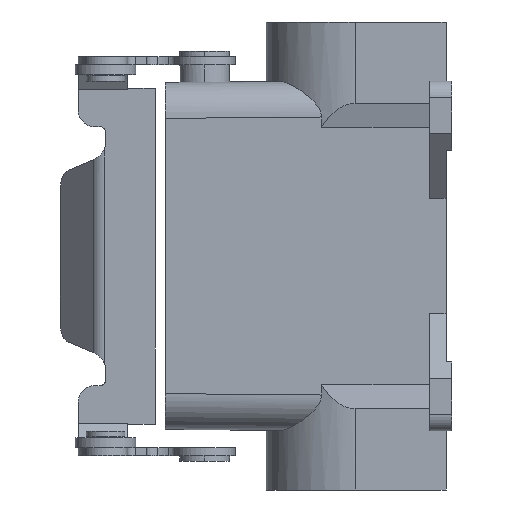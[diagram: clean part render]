
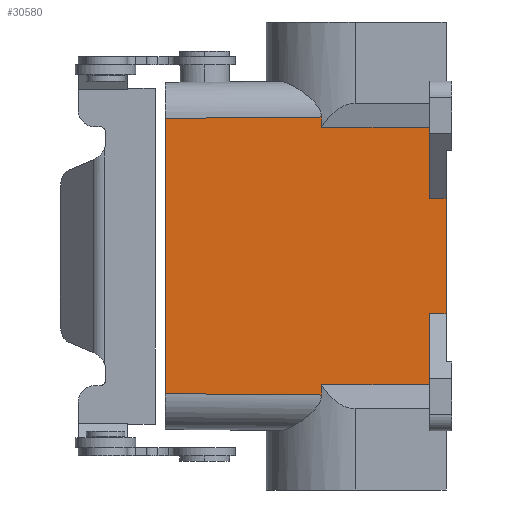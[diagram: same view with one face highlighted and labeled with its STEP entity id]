
A CAD part, front view. The second image highlights one B-rep face of the part: STEP entity #30580.
In plain terms, the highlighted face is planar.
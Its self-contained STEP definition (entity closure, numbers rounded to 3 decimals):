
#6380=CARTESIAN_POINT('',(103.772,43.396,
69.935));
#6390=VERTEX_POINT('',#6380);
#6420=CARTESIAN_POINT('',(0.,43.396,69.935));
#6430=DIRECTION('',(-1.,0.,0.));
#6440=VECTOR('',#6430,1.);
#6450=LINE('',#6420,#6440);
#6460=CARTESIAN_POINT('',(101.934,43.396,
69.935));
#6470=VERTEX_POINT('',#6460);
#6480=EDGE_CURVE('',#6390,#6470,#6450,.T.);
#21290=CARTESIAN_POINT('',(55.114,43.567,
50.32));
#21300=VERTEX_POINT('',#21290);
#21330=CARTESIAN_POINT('',(55.114,44.003,
0.384));
#21340=DIRECTION('',(0.,-0.009,1.));
#21350=VECTOR('',#21340,1.);
#21360=LINE('',#21330,#21350);
#21370=CARTESIAN_POINT('',(55.114,43.396,
69.935));
#21380=VERTEX_POINT('',#21370);
#21390=EDGE_CURVE('',#21300,#21380,#21360,.T.);
#27680=CARTESIAN_POINT('',(103.524,43.148,
98.32));
#27690=DIRECTION('',(-0.009,-0.009,
1.));
#27700=VECTOR('',#27690,1.);
#27710=LINE('',#27680,#27700);
#27720=CARTESIAN_POINT('',(103.524,43.148,
98.32));
#27730=VERTEX_POINT('',#27720);
#27740=EDGE_CURVE('',#6390,#27730,#27710,.T.);
#28620=CARTESIAN_POINT('',(88.998,43.567,
50.32));
#28630=VERTEX_POINT('',#28620);
#28660=CARTESIAN_POINT('',(89.512,43.998,
0.94));
#28670=DIRECTION('',(0.01,0.009,
-1.));
#28680=VECTOR('',#28670,1.);
#28690=LINE('',#28660,#28680);
#28700=CARTESIAN_POINT('',(89.029,43.593,
47.32));
#28710=VERTEX_POINT('',#28700);
#28720=EDGE_CURVE('',#28630,#28710,#28690,.T.);
#29890=CARTESIAN_POINT('',(36.024,44.003,
0.384));
#29900=DIRECTION('',(0.,1.,0.009));
#29910=DIRECTION('',(0.,0.009,-1.));
#29920=AXIS2_PLACEMENT_3D('',#29890,#29900,#29910);
#29930=PLANE('',#29920);
#29940=CARTESIAN_POINT('',(53.524,43.148,
98.32));
#29950=DIRECTION('',(0.009,-0.009,
1.));
#29960=VECTOR('',#29950,1.);
#29970=LINE('',#29940,#29960);
#29980=CARTESIAN_POINT('',(53.276,43.396,
69.935));
#29990=VERTEX_POINT('',#29980);
#30000=CARTESIAN_POINT('',(53.524,43.148,
98.32));
#30010=VERTEX_POINT('',#30000);
#30020=EDGE_CURVE('',#29990,#30010,#29970,.T.);
#30030=ORIENTED_EDGE('',*,*,#30020,.T.);
#30040=CARTESIAN_POINT('',(157.048,43.396,
69.935));
#30050=DIRECTION('',(1.,0.,0.));
#30060=VECTOR('',#30050,1.);
#30070=LINE('',#30040,#30060);
#30080=EDGE_CURVE('',#29990,#21380,#30070,.T.);
#30090=ORIENTED_EDGE('',*,*,#30080,.F.);
#30100=ORIENTED_EDGE('',*,*,#21390,.T.);
#30110=CARTESIAN_POINT('',(121.024,43.567,
50.32));
#30120=DIRECTION('',(-1.,0.,0.));
#30130=VECTOR('',#30120,1.);
#30140=LINE('',#30110,#30130);
#30150=CARTESIAN_POINT('',(68.05,43.567,
50.32));
#30160=VERTEX_POINT('',#30150);
#30170=EDGE_CURVE('',#30160,#21300,#30140,.T.);
#30180=ORIENTED_EDGE('',*,*,#30170,.T.);
#30190=CARTESIAN_POINT('',(67.536,43.998,
0.94));
#30200=DIRECTION('',(-0.01,0.009,
-1.));
#30210=VECTOR('',#30200,1.);
#30220=LINE('',#30190,#30210);
#30230=CARTESIAN_POINT('',(68.019,43.593,
47.32));
#30240=VERTEX_POINT('',#30230);
#30250=EDGE_CURVE('',#30160,#30240,#30220,.T.);
#30260=ORIENTED_EDGE('',*,*,#30250,.F.);
#30270=CARTESIAN_POINT('',(36.024,43.593,
47.32));
#30280=DIRECTION('',(-1.,0.,0.));
#30290=VECTOR('',#30280,1.);
#30300=LINE('',#30270,#30290);
#30310=EDGE_CURVE('',#28710,#30240,#30300,.T.);
#30320=ORIENTED_EDGE('',*,*,#30310,.T.);
#30330=ORIENTED_EDGE('',*,*,#28720,.T.);
#30340=CARTESIAN_POINT('',(36.024,43.567,
50.32));
#30350=DIRECTION('',(1.,0.,0.));
#30360=VECTOR('',#30350,1.);
#30370=LINE('',#30340,#30360);
#30380=CARTESIAN_POINT('',(101.934,43.567,
50.32));
#30390=VERTEX_POINT('',#30380);
#30400=EDGE_CURVE('',#28630,#30390,#30370,.T.);
#30410=ORIENTED_EDGE('',*,*,#30400,.F.);
#30420=CARTESIAN_POINT('',(101.934,44.003,
0.384));
#30430=DIRECTION('',(0.,-0.009,1.));
#30440=VECTOR('',#30430,1.);
#30450=LINE('',#30420,#30440);
#30460=EDGE_CURVE('',#30390,#6470,#30450,.T.);
#30470=ORIENTED_EDGE('',*,*,#30460,.F.);
#30480=ORIENTED_EDGE('',*,*,#6480,.T.);
#30490=ORIENTED_EDGE('',*,*,#27740,.F.);
#30500=CARTESIAN_POINT('',(0.,43.148,98.32));
#30510=DIRECTION('',(1.,0.,0.));
#30520=VECTOR('',#30510,1.);
#30530=LINE('',#30500,#30520);
#30540=EDGE_CURVE('',#30010,#27730,#30530,.T.);
#30550=ORIENTED_EDGE('',*,*,#30540,.T.);
#30560=EDGE_LOOP('',(#30550,#30490,#30480,#30470,#30410,#30330,#30320,
#30260,#30180,#30100,#30090,#30030));
#30570=FACE_OUTER_BOUND('',#30560,.T.);
#30580=ADVANCED_FACE('',(#30570),#29930,.T.);
